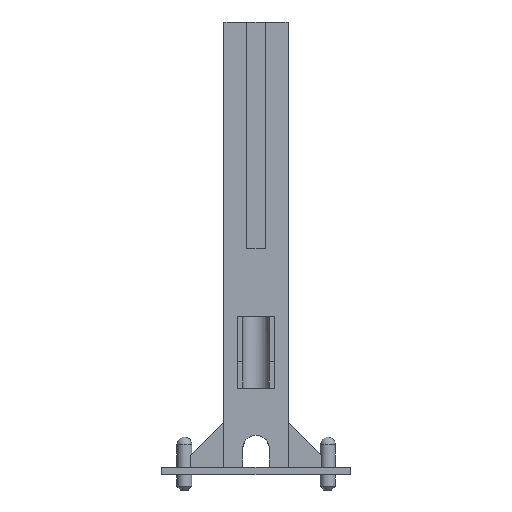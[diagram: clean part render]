
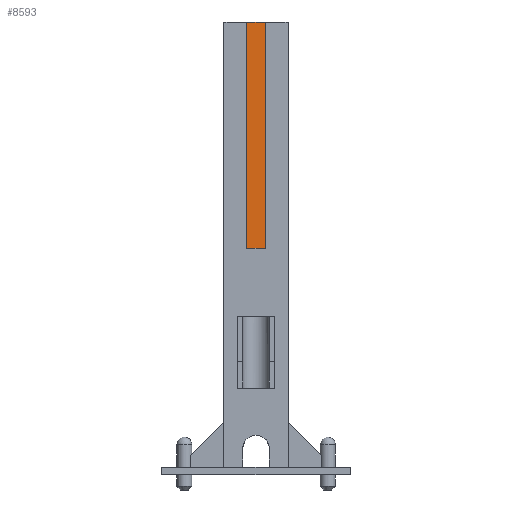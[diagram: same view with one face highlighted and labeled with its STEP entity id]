
A CAD part, front view. The second image highlights one B-rep face of the part: STEP entity #8593.
In plain terms, the highlighted planar face has unit normal (0, -1, 0).
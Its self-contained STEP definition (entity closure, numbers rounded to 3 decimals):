
#3709 = PLANE('',#3710);
#3710 = AXIS2_PLACEMENT_3D('',#3711,#3712,#3713);
#3711 = CARTESIAN_POINT('',(0.,2.866,12.));
#3712 = DIRECTION('',(0.,0.,1.));
#3713 = DIRECTION('',(1.,0.,0.));
#4827 = PLANE('',#4828);
#4828 = AXIS2_PLACEMENT_3D('',#4829,#4830,#4831);
#4829 = CARTESIAN_POINT('',(-0.25,0.,12.));
#4830 = DIRECTION('',(-1.,0.,0.));
#4831 = DIRECTION('',(-0.,0.,-1.));
#4855 = PLANE('',#4856);
#4856 = AXIS2_PLACEMENT_3D('',#4857,#4858,#4859);
#4857 = CARTESIAN_POINT('',(-0.25,0.,6.));
#4858 = DIRECTION('',(0.,0.,-1.));
#4859 = DIRECTION('',(1.,0.,0.));
#4883 = PLANE('',#4884);
#4884 = AXIS2_PLACEMENT_3D('',#4885,#4886,#4887);
#4885 = CARTESIAN_POINT('',(0.25,0.,6.));
#4886 = DIRECTION('',(1.,0.,0.));
#4887 = DIRECTION('',(0.,0.,1.));
#6159 = VERTEX_POINT('',#6160);
#6160 = CARTESIAN_POINT('',(-0.25,0.5,12.));
#6181 = EDGE_CURVE('',#6182,#6159,#6184,.T.);
#6182 = VERTEX_POINT('',#6183);
#6183 = CARTESIAN_POINT('',(0.25,0.5,12.));
#6184 = SURFACE_CURVE('',#6185,(#6189,#6196),.PCURVE_S1.);
#6185 = LINE('',#6186,#6187);
#6186 = CARTESIAN_POINT('',(0.25,0.5,12.));
#6187 = VECTOR('',#6188,1.);
#6188 = DIRECTION('',(-1.,0.,0.));
#6189 = PCURVE('',#3709,#6190);
#6190 = DEFINITIONAL_REPRESENTATION('',(#6191),#6195);
#6191 = LINE('',#6192,#6193);
#6192 = CARTESIAN_POINT('',(0.25,-2.366));
#6193 = VECTOR('',#6194,1.);
#6194 = DIRECTION('',(-1.,0.));
#6195 = ( GEOMETRIC_REPRESENTATION_CONTEXT(2) 
PARAMETRIC_REPRESENTATION_CONTEXT() REPRESENTATION_CONTEXT('2D SPACE',''
  ) );
#6196 = PCURVE('',#6197,#6202);
#6197 = PLANE('',#6198);
#6198 = AXIS2_PLACEMENT_3D('',#6199,#6200,#6201);
#6199 = CARTESIAN_POINT('',(0.,0.5,9.));
#6200 = DIRECTION('',(0.,1.,0.));
#6201 = DIRECTION('',(0.,0.,1.));
#6202 = DEFINITIONAL_REPRESENTATION('',(#6203),#6207);
#6203 = LINE('',#6204,#6205);
#6204 = CARTESIAN_POINT('',(3.,0.25));
#6205 = VECTOR('',#6206,1.);
#6206 = DIRECTION('',(0.,-1.));
#6207 = ( GEOMETRIC_REPRESENTATION_CONTEXT(2) 
PARAMETRIC_REPRESENTATION_CONTEXT() REPRESENTATION_CONTEXT('2D SPACE',''
  ) );
#7292 = VERTEX_POINT('',#7293);
#7293 = CARTESIAN_POINT('',(0.25,0.5,6.));
#7314 = EDGE_CURVE('',#7292,#6182,#7315,.T.);
#7315 = SURFACE_CURVE('',#7316,(#7320,#7327),.PCURVE_S1.);
#7316 = LINE('',#7317,#7318);
#7317 = CARTESIAN_POINT('',(0.25,0.5,6.));
#7318 = VECTOR('',#7319,1.);
#7319 = DIRECTION('',(0.,0.,1.));
#7320 = PCURVE('',#4883,#7321);
#7321 = DEFINITIONAL_REPRESENTATION('',(#7322),#7326);
#7322 = LINE('',#7323,#7324);
#7323 = CARTESIAN_POINT('',(0.,-0.5));
#7324 = VECTOR('',#7325,1.);
#7325 = DIRECTION('',(1.,0.));
#7326 = ( GEOMETRIC_REPRESENTATION_CONTEXT(2) 
PARAMETRIC_REPRESENTATION_CONTEXT() REPRESENTATION_CONTEXT('2D SPACE',''
  ) );
#7327 = PCURVE('',#6197,#7328);
#7328 = DEFINITIONAL_REPRESENTATION('',(#7329),#7333);
#7329 = LINE('',#7330,#7331);
#7330 = CARTESIAN_POINT('',(-3.,0.25));
#7331 = VECTOR('',#7332,1.);
#7332 = DIRECTION('',(1.,0.));
#7333 = ( GEOMETRIC_REPRESENTATION_CONTEXT(2) 
PARAMETRIC_REPRESENTATION_CONTEXT() REPRESENTATION_CONTEXT('2D SPACE',''
  ) );
#7341 = VERTEX_POINT('',#7342);
#7342 = CARTESIAN_POINT('',(-0.25,0.5,6.));
#7363 = EDGE_CURVE('',#7341,#7292,#7364,.T.);
#7364 = SURFACE_CURVE('',#7365,(#7369,#7376),.PCURVE_S1.);
#7365 = LINE('',#7366,#7367);
#7366 = CARTESIAN_POINT('',(-0.25,0.5,6.));
#7367 = VECTOR('',#7368,1.);
#7368 = DIRECTION('',(1.,0.,0.));
#7369 = PCURVE('',#4855,#7370);
#7370 = DEFINITIONAL_REPRESENTATION('',(#7371),#7375);
#7371 = LINE('',#7372,#7373);
#7372 = CARTESIAN_POINT('',(0.,-0.5));
#7373 = VECTOR('',#7374,1.);
#7374 = DIRECTION('',(1.,0.));
#7375 = ( GEOMETRIC_REPRESENTATION_CONTEXT(2) 
PARAMETRIC_REPRESENTATION_CONTEXT() REPRESENTATION_CONTEXT('2D SPACE',''
  ) );
#7376 = PCURVE('',#6197,#7377);
#7377 = DEFINITIONAL_REPRESENTATION('',(#7378),#7382);
#7378 = LINE('',#7379,#7380);
#7379 = CARTESIAN_POINT('',(-3.,-0.25));
#7380 = VECTOR('',#7381,1.);
#7381 = DIRECTION('',(0.,1.));
#7382 = ( GEOMETRIC_REPRESENTATION_CONTEXT(2) 
PARAMETRIC_REPRESENTATION_CONTEXT() REPRESENTATION_CONTEXT('2D SPACE',''
  ) );
#7390 = EDGE_CURVE('',#6159,#7341,#7391,.T.);
#7391 = SURFACE_CURVE('',#7392,(#7396,#7403),.PCURVE_S1.);
#7392 = LINE('',#7393,#7394);
#7393 = CARTESIAN_POINT('',(-0.25,0.5,12.));
#7394 = VECTOR('',#7395,1.);
#7395 = DIRECTION('',(0.,0.,-1.));
#7396 = PCURVE('',#4827,#7397);
#7397 = DEFINITIONAL_REPRESENTATION('',(#7398),#7402);
#7398 = LINE('',#7399,#7400);
#7399 = CARTESIAN_POINT('',(0.,-0.5));
#7400 = VECTOR('',#7401,1.);
#7401 = DIRECTION('',(1.,0.));
#7402 = ( GEOMETRIC_REPRESENTATION_CONTEXT(2) 
PARAMETRIC_REPRESENTATION_CONTEXT() REPRESENTATION_CONTEXT('2D SPACE',''
  ) );
#7403 = PCURVE('',#6197,#7404);
#7404 = DEFINITIONAL_REPRESENTATION('',(#7405),#7409);
#7405 = LINE('',#7406,#7407);
#7406 = CARTESIAN_POINT('',(3.,-0.25));
#7407 = VECTOR('',#7408,1.);
#7408 = DIRECTION('',(-1.,0.));
#7409 = ( GEOMETRIC_REPRESENTATION_CONTEXT(2) 
PARAMETRIC_REPRESENTATION_CONTEXT() REPRESENTATION_CONTEXT('2D SPACE',''
  ) );
#8593 = ADVANCED_FACE('',(#8594),#6197,.F.);
#8594 = FACE_BOUND('',#8595,.T.);
#8595 = EDGE_LOOP('',(#8596,#8597,#8598,#8599));
#8596 = ORIENTED_EDGE('',*,*,#7390,.T.);
#8597 = ORIENTED_EDGE('',*,*,#7363,.T.);
#8598 = ORIENTED_EDGE('',*,*,#7314,.T.);
#8599 = ORIENTED_EDGE('',*,*,#6181,.T.);
